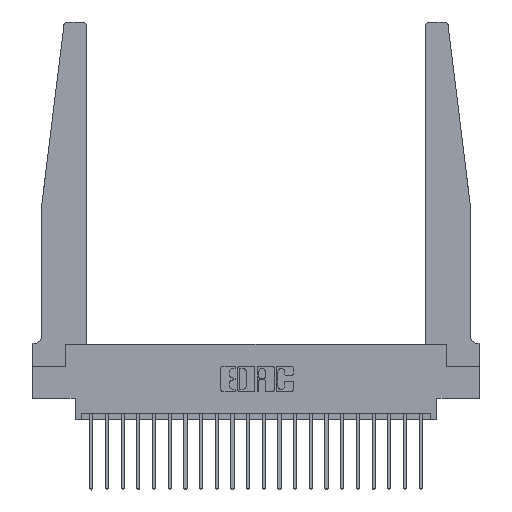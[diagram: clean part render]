
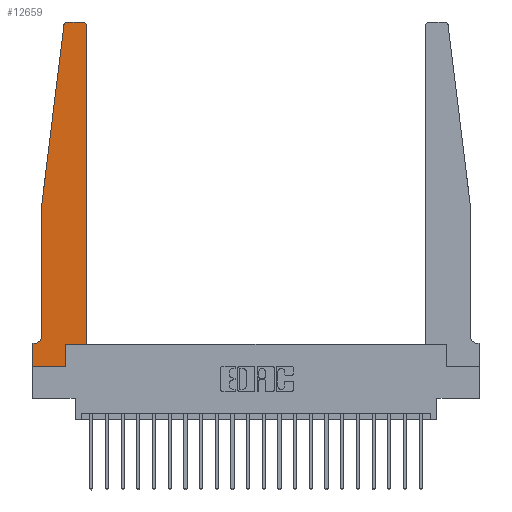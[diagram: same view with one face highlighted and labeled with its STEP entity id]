
A CAD part, top view. The second image highlights one B-rep face of the part: STEP entity #12659.
In plain terms, the highlighted planar face has unit normal (0, 0, 1).
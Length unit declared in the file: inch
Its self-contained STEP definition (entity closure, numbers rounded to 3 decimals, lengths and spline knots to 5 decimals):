
#255 = AXIS2_PLACEMENT_3D ( 'NONE', #963, #12871, #2664 ) ;
#259 = AXIS2_PLACEMENT_3D ( 'NONE', #19007, #8841, #20695 ) ;
#274 = CARTESIAN_POINT ( 'NONE',  ( 0.395, 2.72, 0.37 ) ) ;
#818 = PLANE ( 'NONE',  #7624 ) ;
#963 = CARTESIAN_POINT ( 'NONE',  ( 0.015, 0.2375, 0.37 ) ) ;
#1001 = VERTEX_POINT ( 'NONE', #16303 ) ;
#1797 = EDGE_CURVE ( 'NONE', #17246, #9645, #4321, .T. ) ;
#1962 = DIRECTION ( 'NONE',  ( 1., 0., 0. ) ) ;
#1966 = DIRECTION ( 'NONE',  ( 1., 0., 0. ) ) ;
#2178 = ORIENTED_EDGE ( 'NONE', *, *, #4275, .T. ) ;
#2664 = DIRECTION ( 'NONE',  ( -1., 0., 0. ) ) ;
#3329 = CARTESIAN_POINT ( 'NONE',  ( 0.425, 0.18, 0.37 ) ) ;
#3720 = VERTEX_POINT ( 'NONE', #5525 ) ;
#4033 = CARTESIAN_POINT ( 'NONE',  ( 0.065, 1.25, 0.37 ) ) ;
#4224 = ORIENTED_EDGE ( 'NONE', *, *, #10952, .T. ) ;
#4275 = EDGE_CURVE ( 'NONE', #3720, #5095, #19645, .T. ) ;
#4321 = LINE ( 'NONE', #12507, #18439 ) ;
#4837 = DIRECTION ( 'NONE',  ( -1., 0., 0. ) ) ;
#5095 = VERTEX_POINT ( 'NONE', #8964 ) ;
#5436 = EDGE_CURVE ( 'NONE', #20591, #17913, #10809, .T. ) ;
#5437 = CIRCLE ( 'NONE', #259, 0.03 ) ;
#5494 = ORIENTED_EDGE ( 'NONE', *, *, #5436, .T. ) ;
#5525 = CARTESIAN_POINT ( 'NONE',  ( 0.2605, 0.18, 0.37 ) ) ;
#6101 = VECTOR ( 'NONE', #1962, 39.37008 ) ;
#6156 = CARTESIAN_POINT ( 'NONE',  ( 0.065, 1.25, 0.37 ) ) ;
#6177 = EDGE_CURVE ( 'NONE', #8952, #1001, #16096, .T. ) ;
#6422 = CARTESIAN_POINT ( 'NONE',  ( 0.065, 0.2375, 0.37 ) ) ;
#6856 = VECTOR ( 'NONE', #9851, 39.37008 ) ;
#7153 = VERTEX_POINT ( 'NONE', #11961 ) ;
#7284 = EDGE_CURVE ( 'NONE', #7153, #12061, #5437, .T. ) ;
#7389 = DIRECTION ( 'NONE',  ( 1., 0., 0. ) ) ;
#7518 = CARTESIAN_POINT ( 'NONE',  ( 0.065, 1.25, 0.37 ) ) ;
#7622 = CARTESIAN_POINT ( 'NONE',  ( 0.015, 0.1875, 0.37 ) ) ;
#7624 = AXIS2_PLACEMENT_3D ( 'NONE', #17868, #19564, #9397 ) ;
#7662 = ORIENTED_EDGE ( 'NONE', *, *, #19673, .T. ) ;
#7849 = DIRECTION ( 'NONE',  ( 0., -1., 0. ) ) ;
#7870 = DIRECTION ( 'NONE',  ( 0., -1., 0. ) ) ;
#8026 = LINE ( 'NONE', #3329, #21006 ) ;
#8260 = ORIENTED_EDGE ( 'NONE', *, *, #1797, .T. ) ;
#8679 = ORIENTED_EDGE ( 'NONE', *, *, #11053, .T. ) ;
#8779 = ORIENTED_EDGE ( 'NONE', *, *, #14803, .T. ) ;
#8822 = ORIENTED_EDGE ( 'NONE', *, *, #19702, .T. ) ;
#8841 = DIRECTION ( 'NONE',  ( 0., 0., 1. ) ) ;
#8952 = VERTEX_POINT ( 'NONE', #16491 ) ;
#8964 = CARTESIAN_POINT ( 'NONE',  ( 0.425, 0.18, 0.37 ) ) ;
#9397 = DIRECTION ( 'NONE',  ( 1., 0., 0. ) ) ;
#9645 = VERTEX_POINT ( 'NONE', #14536 ) ;
#9692 = ORIENTED_EDGE ( 'NONE', *, *, #7284, .T. ) ;
#9851 = DIRECTION ( 'NONE',  ( -1., 0., 0. ) ) ;
#10164 = LINE ( 'NONE', #11590, #18658 ) ;
#10363 = ORIENTED_EDGE ( 'NONE', *, *, #21203, .T. ) ;
#10797 = CARTESIAN_POINT ( 'NONE',  ( 0.2605, 0.18, 0.37 ) ) ;
#10809 = LINE ( 'NONE', #21690, #6856 ) ;
#10952 = EDGE_CURVE ( 'NONE', #1001, #7153, #10164, .T. ) ;
#11053 = EDGE_CURVE ( 'NONE', #5095, #8952, #8026, .T. ) ;
#11142 = VECTOR ( 'NONE', #20997, 39.37008 ) ;
#11590 = CARTESIAN_POINT ( 'NONE',  ( 0.25, 2.75, 0.37 ) ) ;
#11961 = CARTESIAN_POINT ( 'NONE',  ( 0.27653, 2.75, 0.37 ) ) ;
#12061 = VERTEX_POINT ( 'NONE', #17594 ) ;
#12168 = DIRECTION ( 'NONE',  ( 0., 0., 1. ) ) ;
#12507 = CARTESIAN_POINT ( 'NONE',  ( 0., 0., 0.37 ) ) ;
#12659 = ADVANCED_FACE ( 'NONE', ( #19369 ), #818, .T. ) ;
#12871 = DIRECTION ( 'NONE',  ( 0., 0., -1. ) ) ;
#13643 = ORIENTED_EDGE ( 'NONE', *, *, #6177, .T. ) ;
#14113 = CARTESIAN_POINT ( 'NONE',  ( 0., 0., 0.37 ) ) ;
#14441 = ORIENTED_EDGE ( 'NONE', *, *, #16252, .T. ) ;
#14536 = CARTESIAN_POINT ( 'NONE',  ( 0.2605, 0., 0.37 ) ) ;
#14709 = LINE ( 'NONE', #6156, #18718 ) ;
#14763 = VECTOR ( 'NONE', #19272, 39.37008 ) ;
#14803 = EDGE_CURVE ( 'NONE', #9645, #3720, #19829, .T. ) ;
#14808 = VERTEX_POINT ( 'NONE', #4033 ) ;
#15580 = CARTESIAN_POINT ( 'NONE',  ( 0.425, 0.18, 0.37 ) ) ;
#15629 = AXIS2_PLACEMENT_3D ( 'NONE', #274, #12168, #1966 ) ;
#16096 = CIRCLE ( 'NONE', #15629, 0.03 ) ;
#16252 = EDGE_CURVE ( 'NONE', #14808, #20776, #14709, .T. ) ;
#16303 = CARTESIAN_POINT ( 'NONE',  ( 0.395, 2.75, 0.37 ) ) ;
#16491 = CARTESIAN_POINT ( 'NONE',  ( 0.425, 2.72, 0.37 ) ) ;
#16943 = DIRECTION ( 'NONE',  ( 0., 1., 0. ) ) ;
#17246 = VERTEX_POINT ( 'NONE', #14113 ) ;
#17594 = CARTESIAN_POINT ( 'NONE',  ( 0.24675, 2.72367, 0.37 ) ) ;
#17645 = CARTESIAN_POINT ( 'NONE',  ( 0., 0.1875, 0.37 ) ) ;
#17868 = CARTESIAN_POINT ( 'NONE',  ( 0., 0.1875, 0.37 ) ) ;
#17913 = VERTEX_POINT ( 'NONE', #17645 ) ;
#18021 = CARTESIAN_POINT ( 'NONE',  ( 0., 0., 0.37 ) ) ;
#18439 = VECTOR ( 'NONE', #7389, 39.37008 ) ;
#18658 = VECTOR ( 'NONE', #4837, 39.37008 ) ;
#18718 = VECTOR ( 'NONE', #7870, 39.37008 ) ;
#18858 = VECTOR ( 'NONE', #7849, 39.37008 ) ;
#19007 = CARTESIAN_POINT ( 'NONE',  ( 0.27653, 2.72, 0.37 ) ) ;
#19272 = DIRECTION ( 'NONE',  ( 0., 1., 0. ) ) ;
#19369 = FACE_OUTER_BOUND ( 'NONE', #20267, .T. ) ;
#19391 = LINE ( 'NONE', #18021, #18858 ) ;
#19564 = DIRECTION ( 'NONE',  ( 0., 0., 1. ) ) ;
#19645 = LINE ( 'NONE', #15580, #6101 ) ;
#19673 = EDGE_CURVE ( 'NONE', #20776, #20591, #19926, .T. ) ;
#19702 = EDGE_CURVE ( 'NONE', #17913, #17246, #19391, .T. ) ;
#19829 = LINE ( 'NONE', #10797, #14763 ) ;
#19926 = CIRCLE ( 'NONE', #255, 0.05 ) ;
#20267 = EDGE_LOOP ( 'NONE', ( #4224, #9692, #10363, #14441, #7662, #5494, #8822, #8260, #8779, #2178, #8679, #13643 ) ) ;
#20591 = VERTEX_POINT ( 'NONE', #7622 ) ;
#20695 = DIRECTION ( 'NONE',  ( 1., 0., 0. ) ) ;
#20698 = LINE ( 'NONE', #7518, #11142 ) ;
#20776 = VERTEX_POINT ( 'NONE', #6422 ) ;
#20997 = DIRECTION ( 'NONE',  ( -0.122, -0.992, 0. ) ) ;
#21006 = VECTOR ( 'NONE', #16943, 39.37008 ) ;
#21203 = EDGE_CURVE ( 'NONE', #12061, #14808, #20698, .T. ) ;
#21690 = CARTESIAN_POINT ( 'NONE',  ( 0.065, 0.1875, 0.37 ) ) ;
